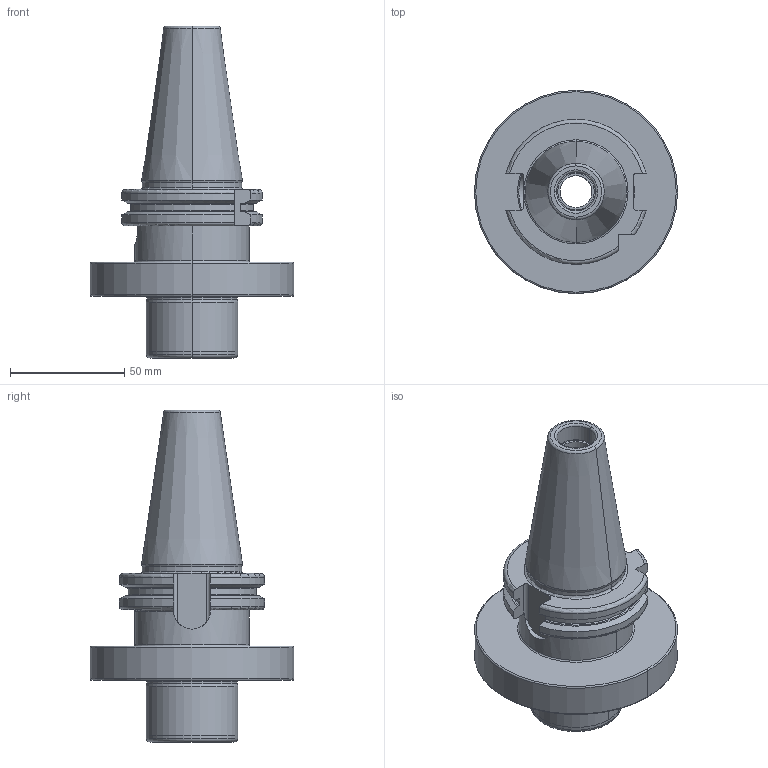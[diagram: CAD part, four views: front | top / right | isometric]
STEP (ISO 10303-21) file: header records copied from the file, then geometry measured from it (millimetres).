
FILE_DESCRIPTION((''),'2;1');
FILE_NAME('69871A40FM40SA50','2015-11-16T',('vitt'),(''),'PRO/ENGINEER BY PARAMETRIC TECHNOLOGY CORPORATION, 2011490','PRO/ENGINEER BY PARAMETRIC TECHNOLOGY CORPORATION, 2011490','');
FILE_SCHEMA(('AUTOMOTIVE_DESIGN { 1 2 10303 214 0 1 1 1 }'));
Length unit declared in the file: millimetre
Products named in the file (2): NOCUT; 69871A40FM40SA50
Assembly tree (1 placements, depth 2):
  69871A40FM40SA50
    NOCUT
Bounding box: 89 x 89 x 145.4 mm (x, y, z)
Volume: 238504.9 mm3; surface area: 46066.2 mm2
Topology: 1 solids, 4 shells, 125 faces, 320 edges, 209 vertices
Faces by surface type: cylinder 44, torus 33, plane 26, cone 22
Entity records: 5322 total; most frequent: CARTESIAN_POINT 1129, DIRECTION 693, ORIENTED_EDGE 612, PRESENTATION_STYLE_ASSIGNMENT 327, STYLED_ITEM 327, CURVE_STYLE 323, EDGE_CURVE 312, AXIS2_PLACEMENT_3D 291
